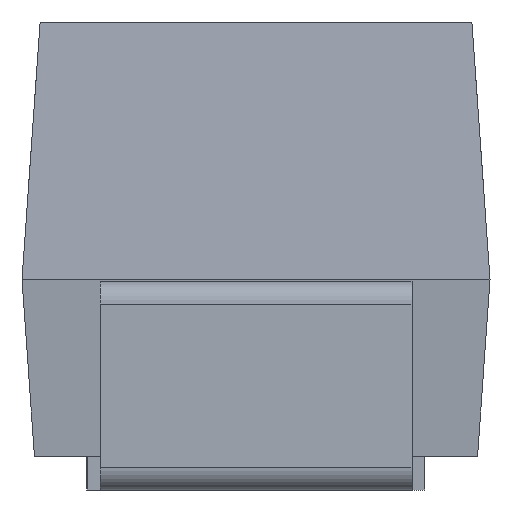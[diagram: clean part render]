
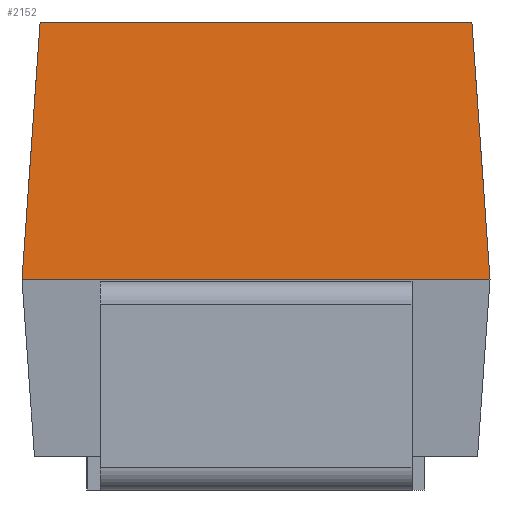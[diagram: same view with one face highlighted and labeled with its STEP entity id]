
A CAD part, left-side view. The second image highlights one B-rep face of the part: STEP entity #2152.
In plain terms, the highlighted free-form (B-spline) face has degree [1, 1] with [2, 2] control points.
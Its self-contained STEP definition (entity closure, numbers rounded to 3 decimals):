
#466 = B_SPLINE_SURFACE_WITH_KNOTS('',1,1,(
    (#467,#468)
    ,(#469,#470
  )),.UNSPECIFIED.,.F.,.F.,.F.,(2,2),(2,2),(0.,1.8),(0.,1.),
  .PIECEWISE_BEZIER_KNOTS.);
#467 = CARTESIAN_POINT('',(-0.852,-1.522,0.13));
#468 = CARTESIAN_POINT('',(-0.9,-1.57,0.81));
#469 = CARTESIAN_POINT('',(0.852,-1.522,0.13));
#470 = CARTESIAN_POINT('',(0.9,-1.57,0.81));
#1685 = VERTEX_POINT('',#1686);
#1686 = CARTESIAN_POINT('',(-0.9,-1.57,0.81));
#1757 = VERTEX_POINT('',#1758);
#1758 = CARTESIAN_POINT('',(0.9,-1.57,0.81));
#1783 = EDGE_CURVE('',#1685,#1757,#1784,.T.);
#1784 = SURFACE_CURVE('',#1785,(#1789,#1796),.PCURVE_S1.);
#1785 = LINE('',#1786,#1787);
#1786 = CARTESIAN_POINT('',(-0.9,-1.57,0.81));
#1787 = VECTOR('',#1788,1.);
#1788 = DIRECTION('',(1.,0.,0.));
#1789 = PCURVE('',#466,#1790);
#1790 = DEFINITIONAL_REPRESENTATION('',(#1791),#1795);
#1791 = LINE('',#1792,#1793);
#1792 = CARTESIAN_POINT('',(0.,1.));
#1793 = VECTOR('',#1794,1.);
#1794 = DIRECTION('',(1.,0.));
#1795 = ( GEOMETRIC_REPRESENTATION_CONTEXT(2) 
PARAMETRIC_REPRESENTATION_CONTEXT() REPRESENTATION_CONTEXT('2D SPACE',''
  ) );
#1796 = PCURVE('',#1797,#1802);
#1797 = B_SPLINE_SURFACE_WITH_KNOTS('',1,1,(
    (#1798,#1799)
    ,(#1800,#1801
    )),.UNSPECIFIED.,.F.,.F.,.F.,(2,2),(2,2),(0.,1.8),(0.,1.),
  .PIECEWISE_BEZIER_KNOTS.);
#1798 = CARTESIAN_POINT('',(-0.9,-1.57,0.81));
#1799 = CARTESIAN_POINT('',(-0.83,-1.5,1.8));
#1800 = CARTESIAN_POINT('',(0.9,-1.57,0.81));
#1801 = CARTESIAN_POINT('',(0.83,-1.5,1.8));
#1802 = DEFINITIONAL_REPRESENTATION('',(#1803),#1807);
#1803 = LINE('',#1804,#1805);
#1804 = CARTESIAN_POINT('',(0.,0.));
#1805 = VECTOR('',#1806,1.);
#1806 = DIRECTION('',(1.,0.));
#1807 = ( GEOMETRIC_REPRESENTATION_CONTEXT(2) 
PARAMETRIC_REPRESENTATION_CONTEXT() REPRESENTATION_CONTEXT('2D SPACE',''
  ) );
#2121 = B_SPLINE_SURFACE_WITH_KNOTS('',1,1,(
    (#2122,#2123)
    ,(#2124,#2125
    )),.UNSPECIFIED.,.F.,.F.,.F.,(2,2),(2,2),(0.,3.14),(0.,1.),
  .PIECEWISE_BEZIER_KNOTS.);
#2122 = CARTESIAN_POINT('',(-0.9,1.57,0.81));
#2123 = CARTESIAN_POINT('',(-0.83,1.5,1.8));
#2124 = CARTESIAN_POINT('',(-0.9,-1.57,0.81));
#2125 = CARTESIAN_POINT('',(-0.83,-1.5,1.8));
#2152 = ADVANCED_FACE('',(#2153),#1797,.T.);
#2153 = FACE_BOUND('',#2154,.T.);
#2154 = EDGE_LOOP('',(#2155,#2156,#2183,#2210));
#2155 = ORIENTED_EDGE('',*,*,#1783,.T.);
#2156 = ORIENTED_EDGE('',*,*,#2157,.T.);
#2157 = EDGE_CURVE('',#1757,#2158,#2160,.T.);
#2158 = VERTEX_POINT('',#2159);
#2159 = CARTESIAN_POINT('',(0.83,-1.5,1.8));
#2160 = SURFACE_CURVE('',#2161,(#2164,#2171),.PCURVE_S1.);
#2161 = B_SPLINE_CURVE_WITH_KNOTS('',1,(#2162,#2163),.UNSPECIFIED.,.F.,
  .F.,(2,2),(0.,1.),.PIECEWISE_BEZIER_KNOTS.);
#2162 = CARTESIAN_POINT('',(0.9,-1.57,0.81));
#2163 = CARTESIAN_POINT('',(0.83,-1.5,1.8));
#2164 = PCURVE('',#1797,#2165);
#2165 = DEFINITIONAL_REPRESENTATION('',(#2166),#2170);
#2166 = LINE('',#2167,#2168);
#2167 = CARTESIAN_POINT('',(1.8,0.));
#2168 = VECTOR('',#2169,1.);
#2169 = DIRECTION('',(0.,1.));
#2170 = ( GEOMETRIC_REPRESENTATION_CONTEXT(2) 
PARAMETRIC_REPRESENTATION_CONTEXT() REPRESENTATION_CONTEXT('2D SPACE',''
  ) );
#2171 = PCURVE('',#2172,#2177);
#2172 = B_SPLINE_SURFACE_WITH_KNOTS('',1,1,(
    (#2173,#2174)
    ,(#2175,#2176
    )),.UNSPECIFIED.,.F.,.F.,.F.,(2,2),(2,2),(0.,3.14),(0.,1.),
  .PIECEWISE_BEZIER_KNOTS.);
#2173 = CARTESIAN_POINT('',(0.9,-1.57,0.81));
#2174 = CARTESIAN_POINT('',(0.83,-1.5,1.8));
#2175 = CARTESIAN_POINT('',(0.9,1.57,0.81));
#2176 = CARTESIAN_POINT('',(0.83,1.5,1.8));
#2177 = DEFINITIONAL_REPRESENTATION('',(#2178),#2182);
#2178 = LINE('',#2179,#2180);
#2179 = CARTESIAN_POINT('',(0.,0.));
#2180 = VECTOR('',#2181,1.);
#2181 = DIRECTION('',(0.,1.));
#2182 = ( GEOMETRIC_REPRESENTATION_CONTEXT(2) 
PARAMETRIC_REPRESENTATION_CONTEXT() REPRESENTATION_CONTEXT('2D SPACE',''
  ) );
#2183 = ORIENTED_EDGE('',*,*,#2184,.F.);
#2184 = EDGE_CURVE('',#2185,#2158,#2187,.T.);
#2185 = VERTEX_POINT('',#2186);
#2186 = CARTESIAN_POINT('',(-0.83,-1.5,1.8));
#2187 = SURFACE_CURVE('',#2188,(#2192,#2198),.PCURVE_S1.);
#2188 = LINE('',#2189,#2190);
#2189 = CARTESIAN_POINT('',(-0.83,-1.5,1.8));
#2190 = VECTOR('',#2191,1.);
#2191 = DIRECTION('',(1.,0.,0.));
#2192 = PCURVE('',#1797,#2193);
#2193 = DEFINITIONAL_REPRESENTATION('',(#2194),#2197);
#2194 = B_SPLINE_CURVE_WITH_KNOTS('',1,(#2195,#2196),.UNSPECIFIED.,.F.,
  .F.,(2,2),(0.,1.661),.PIECEWISE_BEZIER_KNOTS.);
#2195 = CARTESIAN_POINT('',(0.,1.));
#2196 = CARTESIAN_POINT('',(1.8,1.));
#2197 = ( GEOMETRIC_REPRESENTATION_CONTEXT(2) 
PARAMETRIC_REPRESENTATION_CONTEXT() REPRESENTATION_CONTEXT('2D SPACE',''
  ) );
#2198 = PCURVE('',#2199,#2204);
#2199 = PLANE('',#2200);
#2200 = AXIS2_PLACEMENT_3D('',#2201,#2202,#2203);
#2201 = CARTESIAN_POINT('',(-0.83,-1.5,1.8));
#2202 = DIRECTION('',(0.,0.,-1.));
#2203 = DIRECTION('',(0.484,0.875,0.));
#2204 = DEFINITIONAL_REPRESENTATION('',(#2205),#2209);
#2205 = LINE('',#2206,#2207);
#2206 = CARTESIAN_POINT('',(0.,0.));
#2207 = VECTOR('',#2208,1.);
#2208 = DIRECTION('',(0.484,0.875));
#2209 = ( GEOMETRIC_REPRESENTATION_CONTEXT(2) 
PARAMETRIC_REPRESENTATION_CONTEXT() REPRESENTATION_CONTEXT('2D SPACE',''
  ) );
#2210 = ORIENTED_EDGE('',*,*,#2211,.F.);
#2211 = EDGE_CURVE('',#1685,#2185,#2212,.T.);
#2212 = SURFACE_CURVE('',#2213,(#2216,#2223),.PCURVE_S1.);
#2213 = B_SPLINE_CURVE_WITH_KNOTS('',1,(#2214,#2215),.UNSPECIFIED.,.F.,
  .F.,(2,2),(0.,1.),.PIECEWISE_BEZIER_KNOTS.);
#2214 = CARTESIAN_POINT('',(-0.9,-1.57,0.81));
#2215 = CARTESIAN_POINT('',(-0.83,-1.5,1.8));
#2216 = PCURVE('',#1797,#2217);
#2217 = DEFINITIONAL_REPRESENTATION('',(#2218),#2222);
#2218 = LINE('',#2219,#2220);
#2219 = CARTESIAN_POINT('',(0.,0.));
#2220 = VECTOR('',#2221,1.);
#2221 = DIRECTION('',(0.,1.));
#2222 = ( GEOMETRIC_REPRESENTATION_CONTEXT(2) 
PARAMETRIC_REPRESENTATION_CONTEXT() REPRESENTATION_CONTEXT('2D SPACE',''
  ) );
#2223 = PCURVE('',#2121,#2224);
#2224 = DEFINITIONAL_REPRESENTATION('',(#2225),#2229);
#2225 = LINE('',#2226,#2227);
#2226 = CARTESIAN_POINT('',(3.14,0.));
#2227 = VECTOR('',#2228,1.);
#2228 = DIRECTION('',(0.,1.));
#2229 = ( GEOMETRIC_REPRESENTATION_CONTEXT(2) 
PARAMETRIC_REPRESENTATION_CONTEXT() REPRESENTATION_CONTEXT('2D SPACE',''
  ) );
